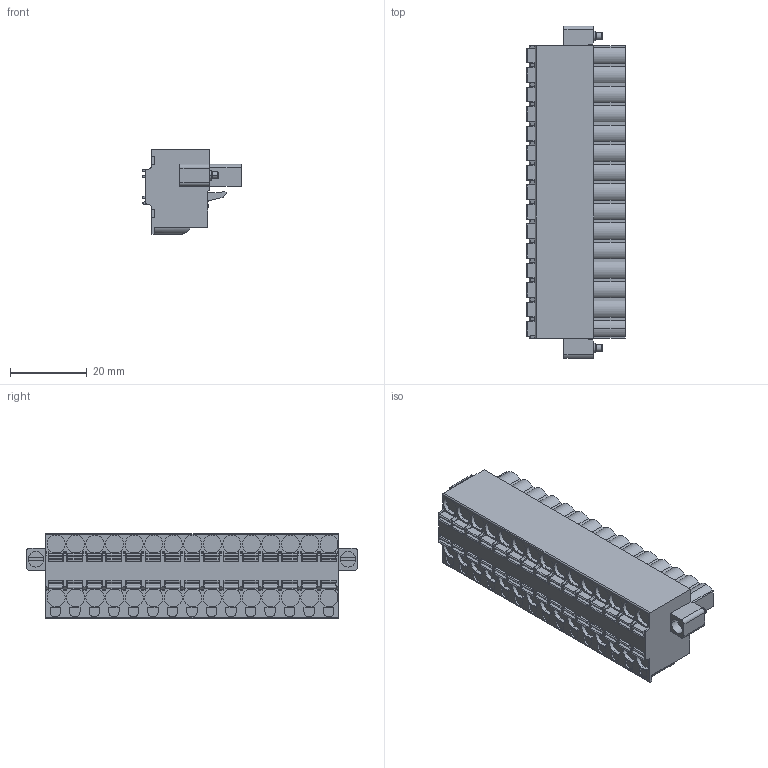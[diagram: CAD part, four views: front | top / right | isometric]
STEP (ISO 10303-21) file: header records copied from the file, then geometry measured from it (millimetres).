
FILE_DESCRIPTION((''),'2;1');
FILE_NAME('000','2024-10-11T15:38:08',('tluser'),(''),'CREO PARAMETRIC BY PTC INC, 2018100','CREO PARAMETRIC BY PTC INC, 2018100','');
FILE_SCHEMA(('CONFIG_CONTROL_DESIGN'));
Length unit declared in the file: millimetre
Products named in the file (1): 000
Bounding box: 25.72 x 86.36 x 22.1 mm (x, y, z)
Volume: 27916.3 mm3; surface area: 10607.9 mm2
Topology: 1 solids, 1 shells, 1243 faces, 3327 edges, 2207 vertices
Faces by surface type: plane 755, cylinder 476, cone 4, torus 4, bspline 4
Entity records: 39090 total; most frequent: CARTESIAN_POINT 7197, DIRECTION 6654, ORIENTED_EDGE 6646, EDGE_CURVE 3323, VECTOR 2298, LINE 2298, VERTEX_POINT 2207, AXIS2_PLACEMENT_3D 2178
